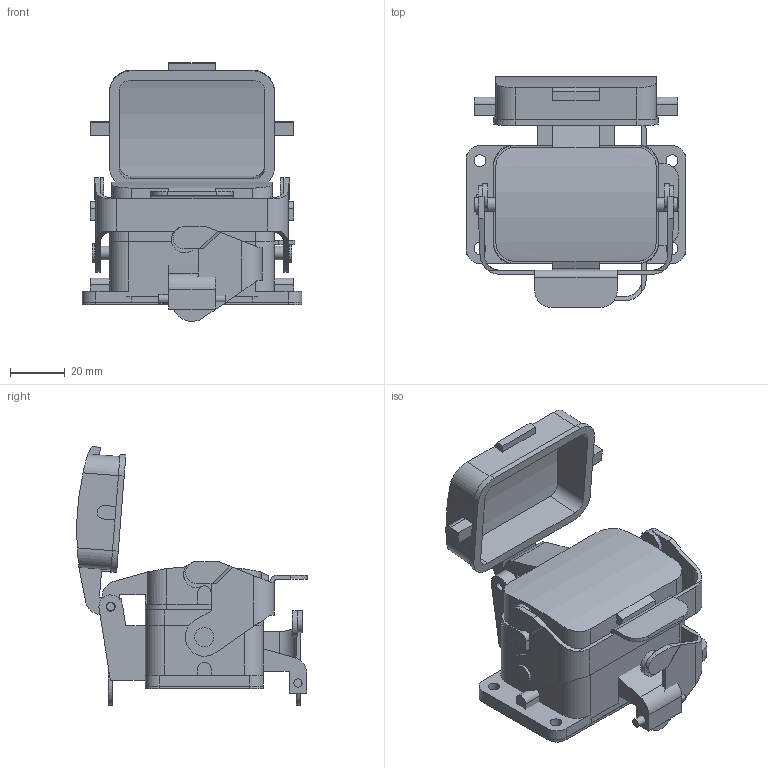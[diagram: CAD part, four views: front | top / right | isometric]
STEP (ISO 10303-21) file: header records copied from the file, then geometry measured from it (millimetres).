
FILE_DESCRIPTION( ( 'Unknown' ), '1' );
FILE_NAME( 'H_B_6_AD_ASM_C.stp', 'Unknown', ( 'Unknown' ), ( 'Unknown' ), 'PSStep 11.0', 'Unknown', ' ' );
FILE_SCHEMA( ( 'AUTOMOTIVE_DESIGN { 1 0 10303 214 1 1 1 1 }' ) );
Length unit declared in the file: millimetre
Products named in the file (4): Assem1; H_B_6_AD_C; H_B_6_AD_LB_DECKEL; H_B_6_LB_C
Bounding box: 80.02 x 83.98 x 94.24 mm (x, y, z)
Volume: 115093.2 mm3; surface area: 81183.5 mm2
Topology: 7 solids, 7 shells, 540 faces, 1447 edges, 960 vertices
Faces by surface type: plane 339, cylinder 201
Full cylindrical faces by diameter (mm): 2.459 x8, 3 x6, 3.2 x4, 4.3 x8, 4.31 x8, 4.9 x4, 5 x4, 7 x4, 9.5 x4
Entity records: 9476 total; most frequent: CARTESIAN_POINT 1419, DIRECTION 1271, ORIENTED_EDGE 1214, EDGE_CURVE 607, AXIS2_PLACEMENT_3D 426, LINE 419, VECTOR 419, VERTEX_POINT 414
